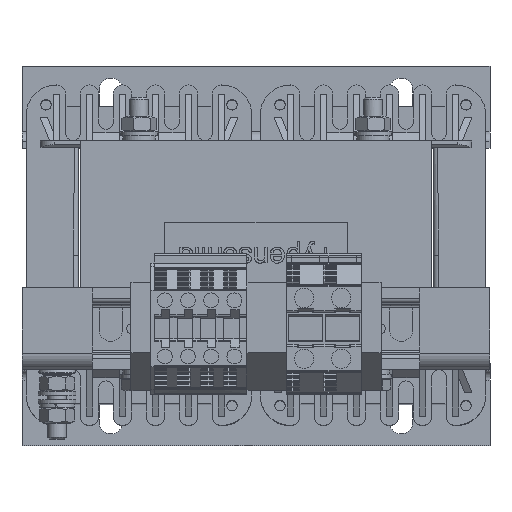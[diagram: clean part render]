
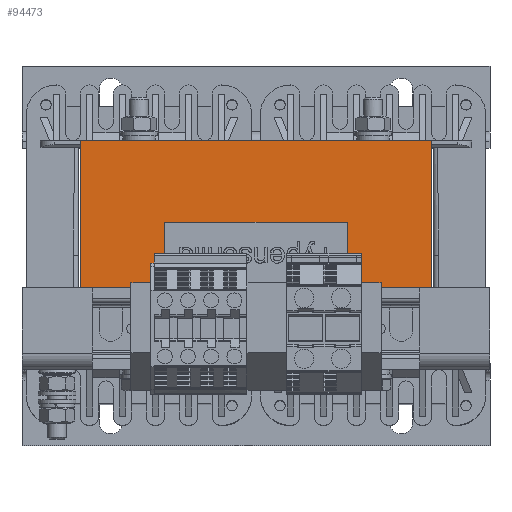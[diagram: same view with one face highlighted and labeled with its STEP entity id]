
A CAD part, top view. The second image highlights one B-rep face of the part: STEP entity #94473.
In plain terms, the highlighted planar face has unit normal (0, 0, 1).
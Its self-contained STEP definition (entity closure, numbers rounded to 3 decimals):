
#1964=FACE_BOUND('',#11811,.T.);
#2740=PLANE('',#99804);
#6894=FACE_OUTER_BOUND('',#11810,.T.);
#11810=EDGE_LOOP('',(#66425,#66426,#66427,#66428));
#11811=EDGE_LOOP('',(#66429,#66430,#66431,#66432));
#19824=LINE('',#133875,#29877);
#19827=LINE('',#133881,#29880);
#19830=LINE('',#133887,#29883);
#19833=LINE('',#133891,#29886);
#20101=LINE('',#135904,#30154);
#20102=LINE('',#135906,#30155);
#20103=LINE('',#135908,#30156);
#20104=LINE('',#135909,#30157);
#29877=VECTOR('',#109483,10.);
#29880=VECTOR('',#109488,10.);
#29883=VECTOR('',#109493,10.);
#29886=VECTOR('',#109498,10.);
#30154=VECTOR('',#110008,10.);
#30155=VECTOR('',#110009,10.);
#30156=VECTOR('',#110010,10.);
#30157=VECTOR('',#110011,10.);
#39788=VERTEX_POINT('',#133872);
#39789=VERTEX_POINT('',#133874);
#39791=VERTEX_POINT('',#133880);
#39793=VERTEX_POINT('',#133886);
#40090=VERTEX_POINT('',#135902);
#40091=VERTEX_POINT('',#135903);
#40092=VERTEX_POINT('',#135905);
#40093=VERTEX_POINT('',#135907);
#49635=EDGE_CURVE('',#39788,#39789,#19824,.T.);
#49638=EDGE_CURVE('',#39789,#39791,#19827,.T.);
#49641=EDGE_CURVE('',#39791,#39793,#19830,.T.);
#49644=EDGE_CURVE('',#39793,#39788,#19833,.T.);
#50088=EDGE_CURVE('',#40090,#40091,#20101,.T.);
#50089=EDGE_CURVE('',#40091,#40092,#20102,.T.);
#50090=EDGE_CURVE('',#40092,#40093,#20103,.T.);
#50091=EDGE_CURVE('',#40090,#40093,#20104,.T.);
#66425=ORIENTED_EDGE('',*,*,#50088,.T.);
#66426=ORIENTED_EDGE('',*,*,#50089,.T.);
#66427=ORIENTED_EDGE('',*,*,#50090,.T.);
#66428=ORIENTED_EDGE('',*,*,#50091,.F.);
#66429=ORIENTED_EDGE('',*,*,#49644,.F.);
#66430=ORIENTED_EDGE('',*,*,#49641,.F.);
#66431=ORIENTED_EDGE('',*,*,#49638,.F.);
#66432=ORIENTED_EDGE('',*,*,#49635,.F.);
#94473=ADVANCED_FACE('',(#6894,#1964),#2740,.T.);
#99804=AXIS2_PLACEMENT_3D('',#135901,#110006,#110007);
#109483=DIRECTION('',(-1.,0.,0.));
#109488=DIRECTION('',(0.,-1.,0.));
#109493=DIRECTION('',(1.,0.,0.));
#109498=DIRECTION('',(0.,1.,0.));
#110006=DIRECTION('center_axis',(0.,0.,
1.));
#110007=DIRECTION('ref_axis',(0.,-1.,0.));
#110008=DIRECTION('',(0.,1.,0.));
#110009=DIRECTION('',(-1.,0.,0.));
#110010=DIRECTION('',(0.,-1.,0.));
#110011=DIRECTION('',(-1.,0.,0.));
#133872=CARTESIAN_POINT('',(39.,14.,125.));
#133874=CARTESIAN_POINT('',(-39.,14.,125.));
#133875=CARTESIAN_POINT('',(39.,14.,125.));
#133880=CARTESIAN_POINT('',(-39.,-14.,125.));
#133881=CARTESIAN_POINT('',(-39.,14.,125.));
#133886=CARTESIAN_POINT('',(39.,-14.,125.));
#133887=CARTESIAN_POINT('',(-39.,-14.,125.));
#133891=CARTESIAN_POINT('',(39.,-14.,125.));
#135901=CARTESIAN_POINT('Origin',(-75.,47.5,125.));
#135902=CARTESIAN_POINT('',(75.,-46.,125.));
#135903=CARTESIAN_POINT('',(75.,49.,125.));
#135904=CARTESIAN_POINT('',(75.,47.5,125.));
#135905=CARTESIAN_POINT('',(-75.,49.,125.));
#135906=CARTESIAN_POINT('',(-75.,49.,125.));
#135907=CARTESIAN_POINT('',(-75.,-46.,125.));
#135908=CARTESIAN_POINT('',(-75.,47.5,125.));
#135909=CARTESIAN_POINT('',(-37.5,-46.,125.));
